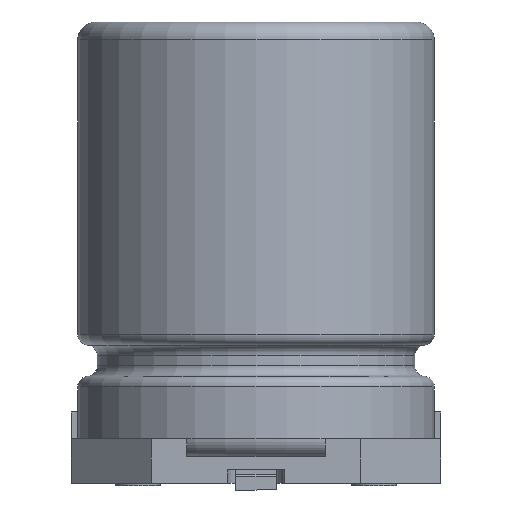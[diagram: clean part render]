
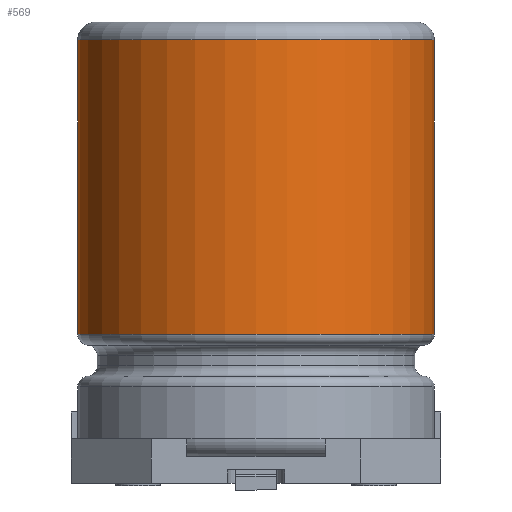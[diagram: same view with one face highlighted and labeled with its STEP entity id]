
A CAD part, front view. The second image highlights one B-rep face of the part: STEP entity #569.
In plain terms, the highlighted cylindrical face has radius 4 mm (diameter 8 mm), a full revolution.
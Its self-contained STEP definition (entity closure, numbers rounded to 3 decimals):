
#569 = ADVANCED_FACE( '', ( #1248, #1249 ), #1250, .T. );
#1248 = FACE_OUTER_BOUND( '', #2040, .T. );
#1249 = FACE_OUTER_BOUND( '', #2041, .T. );
#1250 = CYLINDRICAL_SURFACE( '', #2042, 4. );
#2040 = EDGE_LOOP( '', ( #3616 ) );
#2041 = EDGE_LOOP( '', ( #3617 ) );
#2042 = AXIS2_PLACEMENT_3D( '', #3618, #3619, #3620 );
#3616 = ORIENTED_EDGE( '', *, *, #5139, .T. );
#3617 = ORIENTED_EDGE( '', *, *, #5120, .T. );
#3618 = CARTESIAN_POINT( '', ( 0., 0., 9.9 ) );
#3619 = DIRECTION( '', ( 0., 0., -1. ) );
#3620 = DIRECTION( '', ( 1., 0., 0. ) );
#5120 = EDGE_CURVE( '', #6194, #6194, #6195, .T. );
#5139 = EDGE_CURVE( '', #6222, #6222, #6223, .T. );
#6194 = VERTEX_POINT( '', #7881 );
#6195 = CIRCLE( '', #7882, 4. );
#6222 = VERTEX_POINT( '', #7964 );
#6223 = CIRCLE( '', #7965, 4. );
#7881 = CARTESIAN_POINT( '', ( 4., 0., 2.74 ) );
#7882 = AXIS2_PLACEMENT_3D( '', #9505, #9506, #9507 );
#7964 = CARTESIAN_POINT( '', ( -4., 0., 9.35 ) );
#7965 = AXIS2_PLACEMENT_3D( '', #9514, #9515, #9516 );
#9505 = CARTESIAN_POINT( '', ( 0., 0., 2.74 ) );
#9506 = DIRECTION( '', ( 0., 0., 1. ) );
#9507 = DIRECTION( '', ( 1., 0., 0. ) );
#9514 = CARTESIAN_POINT( '', ( 0., 0., 9.35 ) );
#9515 = DIRECTION( '', ( 0., 0., -1. ) );
#9516 = DIRECTION( '', ( -1., 0., 0. ) );
